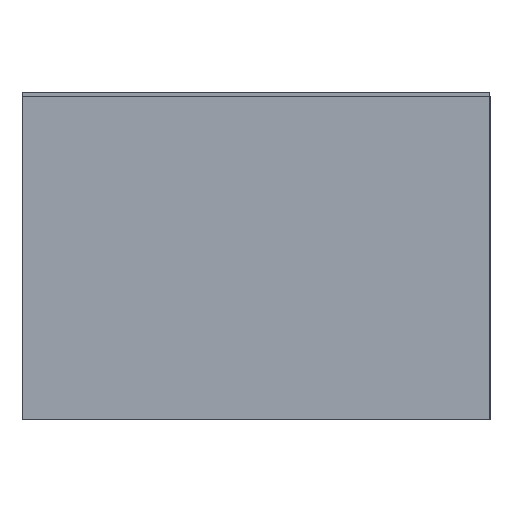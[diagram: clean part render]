
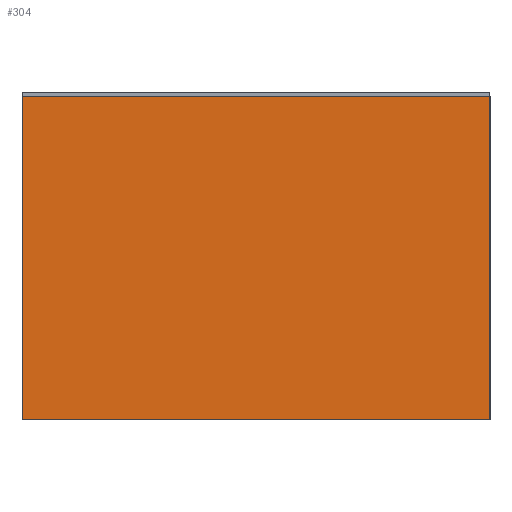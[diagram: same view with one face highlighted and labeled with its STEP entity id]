
A CAD part, left-side view. The second image highlights one B-rep face of the part: STEP entity #304.
In plain terms, the highlighted planar face has unit normal (-1, 0, 0).
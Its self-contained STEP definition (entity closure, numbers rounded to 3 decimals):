
#30 = VECTOR ( 'NONE', #395, 1000. ) ;
#46 = VECTOR ( 'NONE', #399, 1000. ) ;
#74 = VECTOR ( 'NONE', #508, 1000. ) ;
#75 = VECTOR ( 'NONE', #514, 1000. ) ;
#108 = AXIS2_PLACEMENT_3D ( 'NONE', #733, #744, #745 ) ;
#127 = EDGE_LOOP ( 'NONE', ( #360, #361, #362, #363 ) ) ;
#267 = EDGE_CURVE ( 'NONE', #880, #794, #393, .T. ) ;
#268 = EDGE_CURVE ( 'NONE', #794, #796, #396, .T. ) ;
#270 = EDGE_CURVE ( 'NONE', #796, #900, #506, .T. ) ;
#272 = EDGE_CURVE ( 'NONE', #900, #880, #511, .T. ) ;
#304 = ADVANCED_FACE ( 'NONE', ( #741 ), #742, .F. ) ;
#360 = ORIENTED_EDGE ( 'NONE', *, *, #270, .F. ) ;
#361 = ORIENTED_EDGE ( 'NONE', *, *, #268, .F. ) ;
#362 = ORIENTED_EDGE ( 'NONE', *, *, #267, .F. ) ;
#363 = ORIENTED_EDGE ( 'NONE', *, *, #272, .F. ) ;
#393 = LINE ( 'NONE', #394, #30 ) ;
#394 = CARTESIAN_POINT ( 'NONE',  ( -0.525, 0.275, 0.38 ) ) ;
#395 = DIRECTION ( 'NONE',  ( 0., -1., 0. ) ) ;
#396 = LINE ( 'NONE', #398, #46 ) ;
#398 = CARTESIAN_POINT ( 'NONE',  ( -0.525, -0.275, 0.38 ) ) ;
#399 = DIRECTION ( 'NONE',  ( 0., 0., -1. ) ) ;
#506 = LINE ( 'NONE', #507, #74 ) ;
#507 = CARTESIAN_POINT ( 'NONE',  ( -0.525, 0.275, 0. ) ) ;
#508 = DIRECTION ( 'NONE',  ( 0., 1., 0. ) ) ;
#511 = LINE ( 'NONE', #513, #75 ) ;
#513 = CARTESIAN_POINT ( 'NONE',  ( -0.525, 0.275, 0.38 ) ) ;
#514 = DIRECTION ( 'NONE',  ( 0., 0., 1. ) ) ;
#733 = CARTESIAN_POINT ( 'NONE',  ( -0.525, 0.275, 0.38 ) ) ;
#741 = FACE_OUTER_BOUND ( 'NONE', #127, .T. ) ;
#742 = PLANE ( 'NONE',  #108 ) ;
#744 = DIRECTION ( 'NONE',  ( 1., 0., 0. ) ) ;
#745 = DIRECTION ( 'NONE',  ( 0., 1., 0. ) ) ;
#747 = CARTESIAN_POINT ( 'NONE',  ( -0.525, -0.275, 0.38 ) ) ;
#754 = CARTESIAN_POINT ( 'NONE',  ( -0.525, -0.275, 0. ) ) ;
#769 = CARTESIAN_POINT ( 'NONE',  ( -0.525, 0.275, 0.38 ) ) ;
#780 = CARTESIAN_POINT ( 'NONE',  ( -0.525, 0.275, 0. ) ) ;
#794 = VERTEX_POINT ( 'NONE', #747 ) ;
#796 = VERTEX_POINT ( 'NONE', #754 ) ;
#880 = VERTEX_POINT ( 'NONE', #769 ) ;
#900 = VERTEX_POINT ( 'NONE', #780 ) ;
